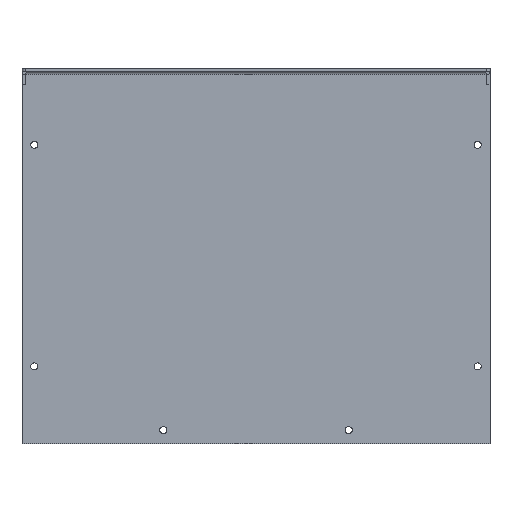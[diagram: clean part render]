
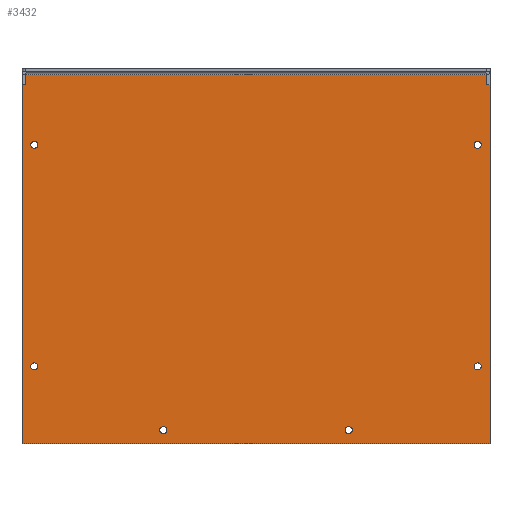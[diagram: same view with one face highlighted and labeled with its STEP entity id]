
A CAD part, front view. The second image highlights one B-rep face of the part: STEP entity #3432.
In plain terms, the highlighted planar face has unit normal (0, -1, 0).
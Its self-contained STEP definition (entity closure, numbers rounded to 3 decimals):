
#77=FACE_BOUND('',#596,.T.);
#78=FACE_BOUND('',#597,.T.);
#79=FACE_BOUND('',#598,.T.);
#80=FACE_BOUND('',#599,.T.);
#81=FACE_BOUND('',#600,.T.);
#82=FACE_BOUND('',#601,.T.);
#186=PLANE('',#3672);
#360=FACE_OUTER_BOUND('',#595,.T.);
#595=EDGE_LOOP('',(#3109,#3110,#3111,#3112));
#596=EDGE_LOOP('',(#3113));
#597=EDGE_LOOP('',(#3114));
#598=EDGE_LOOP('',(#3115));
#599=EDGE_LOOP('',(#3116));
#600=EDGE_LOOP('',(#3117));
#601=EDGE_LOOP('',(#3118));
#655=CIRCLE('',#3539,1.6);
#656=CIRCLE('',#3541,1.6);
#671=CIRCLE('',#3578,1.6);
#672=CIRCLE('',#3580,1.6);
#673=CIRCLE('',#3582,1.6);
#674=CIRCLE('',#3584,1.6);
#1085=LINE('',#10563,#1403);
#1087=LINE('',#10567,#1405);
#1088=LINE('',#10569,#1406);
#1089=LINE('',#10570,#1407);
#1403=VECTOR('',#4398,10.);
#1405=VECTOR('',#4402,10.);
#1406=VECTOR('',#4403,10.);
#1407=VECTOR('',#4404,10.);
#1541=VERTEX_POINT('',#5630);
#1543=VERTEX_POINT('',#5889);
#1575=VERTEX_POINT('',#8562);
#1577=VERTEX_POINT('',#8821);
#1579=VERTEX_POINT('',#9080);
#1581=VERTEX_POINT('',#9339);
#1739=VERTEX_POINT('',#10560);
#1740=VERTEX_POINT('',#10562);
#1741=VERTEX_POINT('',#10566);
#1742=VERTEX_POINT('',#10568);
#1880=EDGE_CURVE('',#1541,#1541,#655,.T.);
#1884=EDGE_CURVE('',#1543,#1543,#656,.T.);
#1961=EDGE_CURVE('',#1575,#1575,#671,.T.);
#1965=EDGE_CURVE('',#1577,#1577,#672,.T.);
#1969=EDGE_CURVE('',#1579,#1579,#673,.T.);
#1973=EDGE_CURVE('',#1581,#1581,#674,.T.);
#2210=EDGE_CURVE('',#1739,#1740,#1085,.T.);
#2212=EDGE_CURVE('',#1741,#1739,#1087,.T.);
#2213=EDGE_CURVE('',#1742,#1741,#1088,.T.);
#2214=EDGE_CURVE('',#1740,#1742,#1089,.T.);
#3109=ORIENTED_EDGE('',*,*,#2212,.F.);
#3110=ORIENTED_EDGE('',*,*,#2213,.F.);
#3111=ORIENTED_EDGE('',*,*,#2214,.F.);
#3112=ORIENTED_EDGE('',*,*,#2210,.F.);
#3113=ORIENTED_EDGE('',*,*,#1884,.T.);
#3114=ORIENTED_EDGE('',*,*,#1880,.T.);
#3115=ORIENTED_EDGE('',*,*,#1961,.T.);
#3116=ORIENTED_EDGE('',*,*,#1973,.T.);
#3117=ORIENTED_EDGE('',*,*,#1965,.T.);
#3118=ORIENTED_EDGE('',*,*,#1969,.T.);
#3432=ADVANCED_FACE('',(#360,#77,#78,#79,#80,#81,#82),#186,.F.);
#3539=AXIS2_PLACEMENT_3D('',#5632,#3890,#3891);
#3541=AXIS2_PLACEMENT_3D('',#5891,#3895,#3896);
#3578=AXIS2_PLACEMENT_3D('',#8564,#3997,#3998);
#3580=AXIS2_PLACEMENT_3D('',#8823,#4002,#4003);
#3582=AXIS2_PLACEMENT_3D('',#9082,#4007,#4008);
#3584=AXIS2_PLACEMENT_3D('',#9341,#4012,#4013);
#3672=AXIS2_PLACEMENT_3D('',#10565,#4400,#4401);
#3890=DIRECTION('center_axis',(0.,1.,0.));
#3891=DIRECTION('ref_axis',(-1.,0.,0.));
#3895=DIRECTION('center_axis',(0.,1.,0.));
#3896=DIRECTION('ref_axis',(-1.,0.,0.));
#3997=DIRECTION('center_axis',(0.,1.,0.));
#3998=DIRECTION('ref_axis',(-1.,0.,0.));
#4002=DIRECTION('center_axis',(0.,1.,0.));
#4003=DIRECTION('ref_axis',(-1.,0.,0.));
#4007=DIRECTION('center_axis',(0.,1.,0.));
#4008=DIRECTION('ref_axis',(-1.,0.,0.));
#4012=DIRECTION('center_axis',(0.,1.,0.));
#4013=DIRECTION('ref_axis',(-1.,0.,0.));
#4398=DIRECTION('',(0.,0.,-1.));
#4400=DIRECTION('center_axis',(0.,1.,0.));
#4401=DIRECTION('ref_axis',(-1.,0.,0.));
#4402=DIRECTION('',(1.,0.,0.));
#4403=DIRECTION('',(0.,0.,1.));
#4404=DIRECTION('',(-1.,0.,0.));
#5630=CARTESIAN_POINT('',(-43.232,41.4,-120.122));
#5632=CARTESIAN_POINT('Origin',(-44.832,41.4,-120.122));
#5889=CARTESIAN_POINT('',(40.454,41.4,-120.122));
#5891=CARTESIAN_POINT('Origin',(38.854,41.4,-120.122));
#8562=CARTESIAN_POINT('',(-101.443,41.4,-91.319));
#8564=CARTESIAN_POINT('Origin',(-103.043,41.4,-91.319));
#8821=CARTESIAN_POINT('',(-101.443,41.4,8.681));
#8823=CARTESIAN_POINT('Origin',(-103.043,41.4,8.681));
#9080=CARTESIAN_POINT('',(98.664,41.4,8.681));
#9082=CARTESIAN_POINT('Origin',(97.064,41.4,8.681));
#9339=CARTESIAN_POINT('',(98.664,41.4,-91.319));
#9341=CARTESIAN_POINT('Origin',(97.064,41.4,-91.319));
#10560=CARTESIAN_POINT('',(102.618,41.4,40.288));
#10562=CARTESIAN_POINT('',(102.618,41.4,-126.319));
#10563=CARTESIAN_POINT('',(102.618,41.4,43.681));
#10565=CARTESIAN_POINT('Origin',(-2.989,41.4,-41.319));
#10566=CARTESIAN_POINT('',(-108.596,41.4,40.288));
#10567=CARTESIAN_POINT('',(-1.495,41.4,40.288));
#10568=CARTESIAN_POINT('',(-108.596,41.4,-126.319));
#10569=CARTESIAN_POINT('',(-108.596,41.4,-126.319));
#10570=CARTESIAN_POINT('',(102.618,41.4,-126.319));
